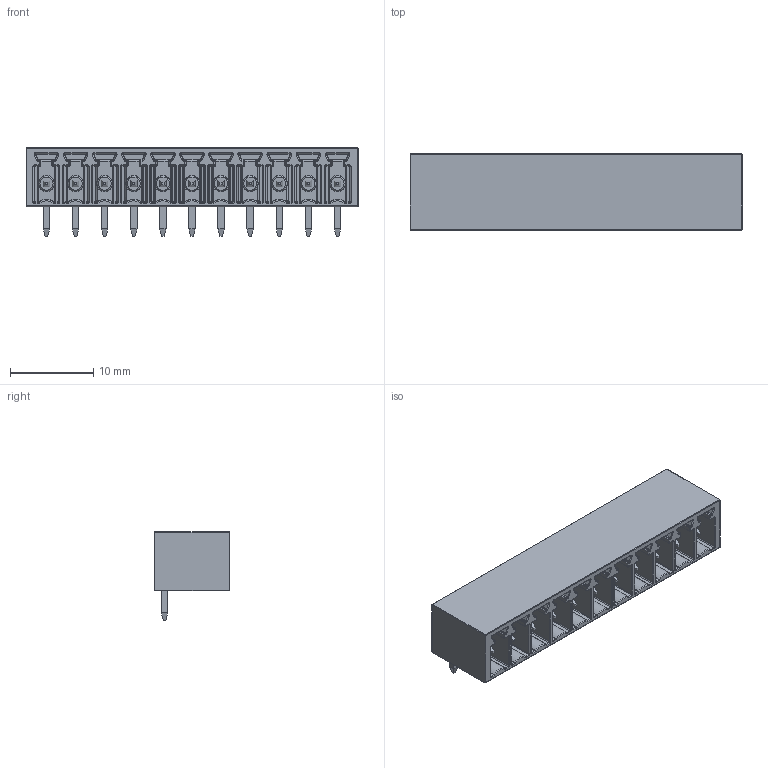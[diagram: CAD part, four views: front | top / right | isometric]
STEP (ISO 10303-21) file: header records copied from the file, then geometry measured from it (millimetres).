
FILE_DESCRIPTION(/* description */ (''),/* implementation_level */ '2;1');
FILE_NAME(/* name */ 'Molex - 395021011.step',/* time_stamp */ '2020-06-25T15:42:44+01:00',/* author */ (''),/* organization */ (''),/* preprocessor_version */ 'ST-DEVELOPER v18.1',/* originating_system */ 'Autodesk Translation Framework v9.3.0.1241',/* authorisation */ '');
FILE_SCHEMA (('AUTOMOTIVE_DESIGN { 1 0 10303 214 3 1 1 }'));
Products named in the file (1): Molex - 395021011
Bounding box: 39.98 x 9.14 x 10.67 mm (x, y, z)
Volume: 1353.7 mm3; surface area: 3627.7 mm2
Topology: 1 solids, 1 shells, 1621 faces, 3620 edges, 2034 vertices
Faces by surface type: cylinder 584, plane 424, torus 231, bspline 206, sphere 176
Full cylindrical faces by diameter (mm): 1.778 x11
Entity records: 54960 total; most frequent: CARTESIAN_POINT 19330, DIRECTION 7683, ORIENTED_EDGE 7240, EDGE_CURVE 3620, AXIS2_PLACEMENT_3D 3043, VERTEX_POINT 2034, EDGE_LOOP 1654, CIRCLE 1627
